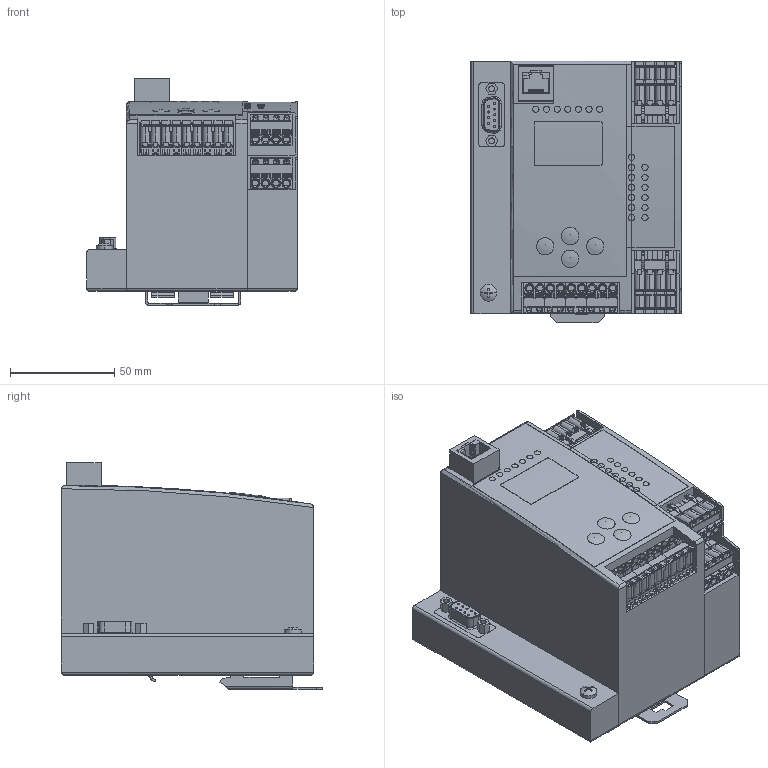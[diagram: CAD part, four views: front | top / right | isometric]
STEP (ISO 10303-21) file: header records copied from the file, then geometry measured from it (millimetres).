
FILE_DESCRIPTION(/* description */ ('Alibre Inc.'),/* implementation_level */ '2;1');
FILE_NAME(/* name */ 'export0',/* time_stamp */ '2014-03-13T09:29:15+01:00',/* author */ (''),/* organization */ (''),/* preprocessor_version */ 'ST-DEVELOPER v14',/* originating_system */ 'Alibre',/* authorisation */ '');
FILE_SCHEMA (('AUTOMOTIVE_DESIGN'));
Length unit declared in the file: centimetre
Products named in the file (27): Shell-D-SUB-LB-Female_Shell-D-Sub-9-15-Female; Insert-D-SUB-Female-A-Snap-EU-09_Insert-D-Sub-9-STD-Female; D-Sub-L120584-Stig-Wahlstrom; ID_1
Bounding box: 101 x 125.29 x 108.65 mm (x, y, z)
Volume: 901672.8 mm3; surface area: 132920.3 mm2
Topology: 42 solids, 65 shells, 3983 faces, 10475 edges, 6783 vertices
Faces by surface type: plane 2406, cylinder 1265, bspline 138, cone 102, torus 66, sphere 6
Full cylindrical faces by diameter (mm): 3 x20, 3.242 x1
Entity records: 67265 total; most frequent: CARTESIAN_POINT 19015, ORIENTED_EDGE 10546, DIRECTION 8087, EDGE_CURVE 5273, VECTOR 3653, LINE 3653, VERTEX_POINT 3438, AXIS2_PLACEMENT_3D 2828
